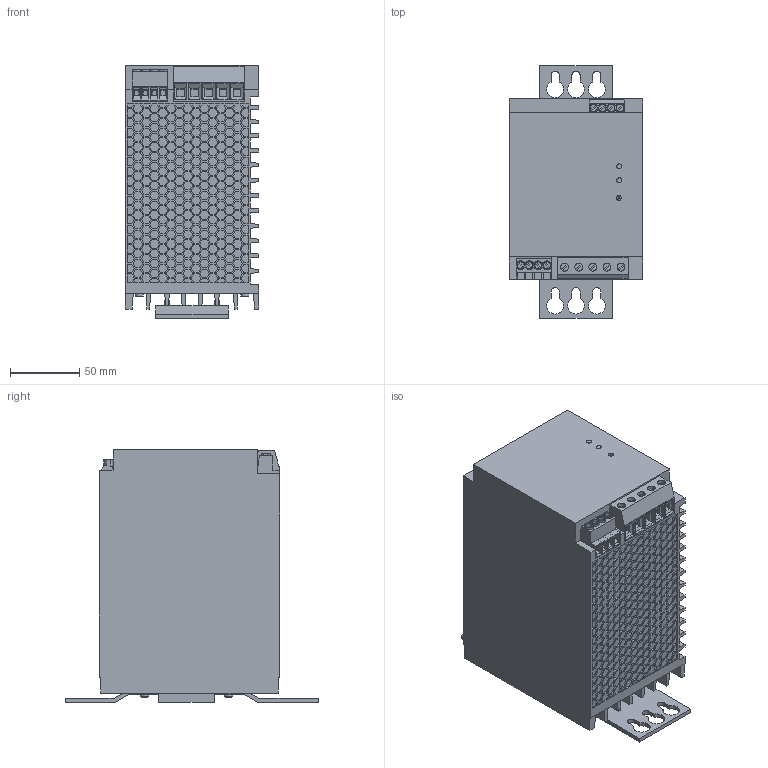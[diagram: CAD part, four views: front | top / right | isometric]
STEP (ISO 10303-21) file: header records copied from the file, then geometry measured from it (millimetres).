
FILE_DESCRIPTION(('Creo Elements/Direct Modeling STEP Export'),'2;1');
FILE_NAME('model.stp','2020-04-06T10:32:19',(''),(''),'Creo Elements/Direct Modeling STEP processor for AP214 (Solid Model)','Creo Elements/Direct Modeling 20.1A 29-Sep-2018 (C) Parametric Technology GmbH','');
FILE_SCHEMA(('AUTOMOTIVE_DESIGN { 1 0 10303 214 1 1 1 1 }'));
Products named in the file (2): QUINT_PS_3AC_24DC_20_FLAT_MOUNTED-select
Assembly tree (1 placements, depth 2):
  QUINT_PS_3AC_24DC_20_FLAT_MOUNTED-select
    QUINT_PS_3AC_24DC_20_FLAT_MOUNTED-select
Bounding box: 96 x 182 x 182.1 mm (x, y, z)
Volume: 1985196.3 mm3; surface area: 176451.8 mm2
Topology: 1 solids, 1 shells, 4652 faces, 11996 edges, 7991 vertices
Faces by surface type: plane 4552, cylinder 84, cone 16
Entity records: 174767 total; most frequent: CARTESIAN_POINT 24389, ORIENTED_EDGE 23992, DIRECTION 21142, EDGE_CURVE 11996, VECTOR 11654, LINE 11654, VERTEX_POINT 7991, EDGE_LOOP 5315
